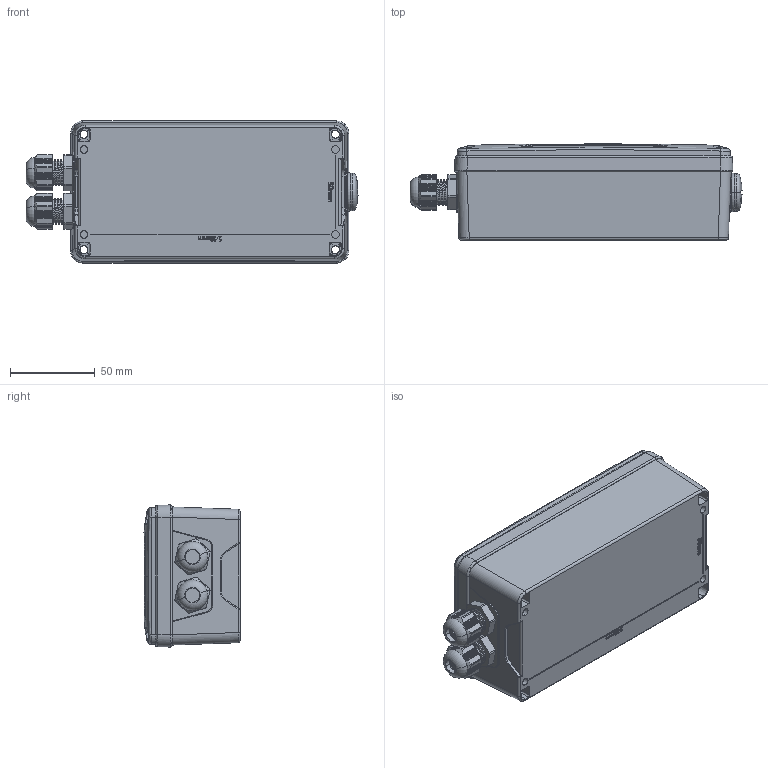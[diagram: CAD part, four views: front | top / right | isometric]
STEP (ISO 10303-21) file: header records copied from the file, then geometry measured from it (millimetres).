
FILE_DESCRIPTION (( 'STEP AP214' ), '1' );
FILE_NAME ('T24 - ACM.STEP', '2019-02-04T21:50:35', ( '' ), ( '' ), 'SwSTEP 2.0', 'SolidWorks 2015', '' );
FILE_SCHEMA (( 'AUTOMOTIVE_DESIGN' ));
Length unit declared in the file: millimetre
Products named in the file (1): T24 - ACM
Bounding box: 195.36 x 56.49 x 83.68 mm (x, y, z)
Volume: 710242.5 mm3; surface area: 68227.9 mm2
Topology: 3 solids, 5 shells, 2617 faces, 7329 edges, 4823 vertices
Faces by surface type: plane 1485, bspline 569, cylinder 389, cone 126, torus 38, sphere 10
Entity records: 139321 total; most frequent: CARTESIAN_POINT 47859, ORIENTED_EDGE 14658, DIRECTION 10541, EDGE_CURVE 7329, VERTEX_POINT 4823, LINE 4519, VECTOR 4519, AXIS2_PLACEMENT_3D 3011
